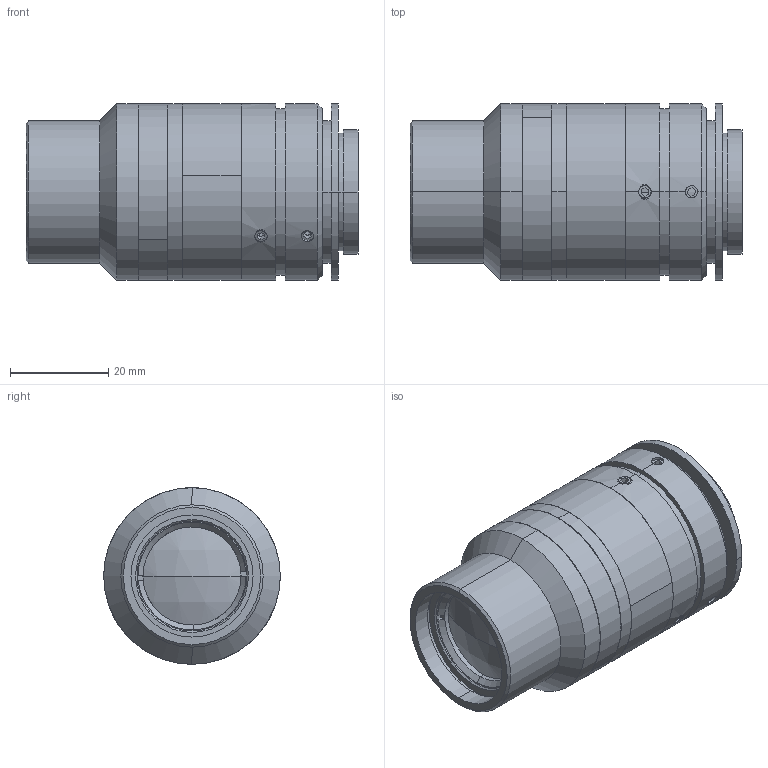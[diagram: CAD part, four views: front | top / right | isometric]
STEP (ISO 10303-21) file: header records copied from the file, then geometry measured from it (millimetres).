
FILE_DESCRIPTION (( 'STEP AP203' ), '1' );
FILE_NAME ('XF-MH02X258-1.1C.STEP', '2024-08-06T08:17:51', ( '' ), ( '' ), 'SwSTEP 2.0', 'SolidWorks 2022', '' );
FILE_SCHEMA (( 'CONFIG_CONTROL_DESIGN' ));
Length unit declared in the file: millimetre
Products named in the file (1): XF-MH02X258-1.1C
Bounding box: 67.69 x 36 x 36 mm (x, y, z)
Surface area: 12888.5 mm2 (no closed solid volume)
Topology: 0 solids, 18 shells, 144 faces, 392 edges, 255 vertices
Faces by surface type: plane 71, cylinder 44, cone 27, sphere 2
Entity records: 4841 total; most frequent: CARTESIAN_POINT 1138, DIRECTION 808, ORIENTED_EDGE 641, EDGE_CURVE 384, AXIS2_PLACEMENT_3D 301, VERTEX_POINT 255, LINE 206, VECTOR 206
